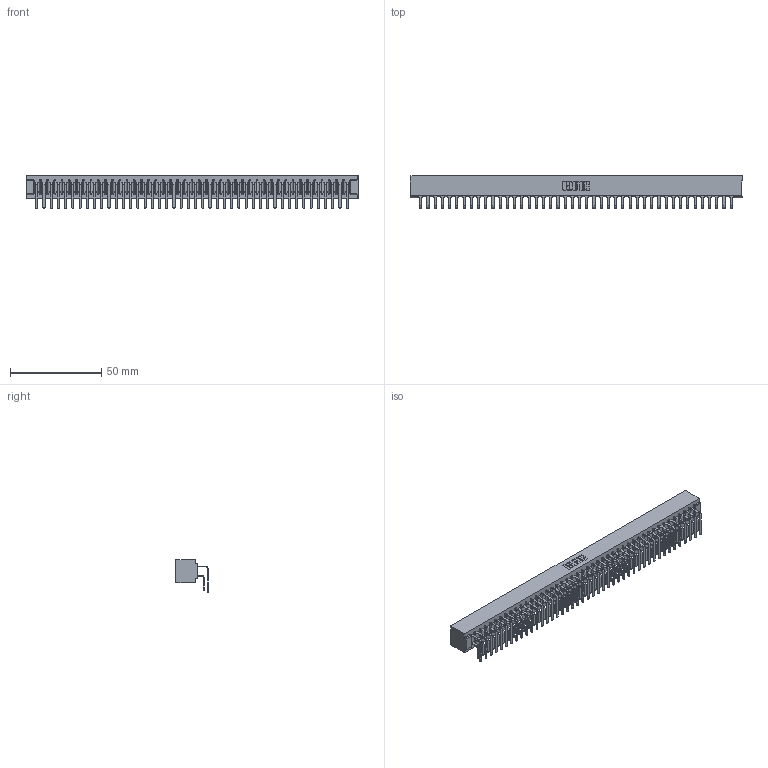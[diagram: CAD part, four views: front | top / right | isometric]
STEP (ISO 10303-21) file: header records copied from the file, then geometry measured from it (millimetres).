
FILE_DESCRIPTION (( 'STEP AP203' ), '1' );
FILE_NAME ('307-088-459-201.STEP', '2020-10-01T16:27:24', ( '' ), ( '' ), 'SwSTEP 2.0', 'SolidWorks 2020', '' );
FILE_SCHEMA (( 'CONFIG_CONTROL_DESIGN' ));
Length unit declared in the file: inch
Products named in the file (4): 307-088-459-201; 307 Part_No Mounting Lugs; 307-290-001_558 559 - 1 (Single); 307-290-001_559 - 2 (Single)
Assembly tree (89 placements, depth 2):
  307-088-459-201
    307 Part_No Mounting Lugs
    307-290-001_558 559 - 1 (Single)  x44
    307-290-001_559 - 2 (Single)  x44
Bounding box: 182.22 x 17.69 x 18.07 mm (x, y, z)
Volume: 20328.8 mm3; surface area: 27501.4 mm2
Topology: 89 solids, 89 shells, 4555 faces, 12795 edges, 8290 vertices
Faces by surface type: plane 2970, cylinder 1495, sphere 90
Entity records: 40051 total; most frequent: CARTESIAN_POINT 6550, ORIENTED_EDGE 6490, DIRECTION 6413, EDGE_CURVE 3245, LINE 2491, VECTOR 2491, VERTEX_POINT 2098, AXIS2_PLACEMENT_3D 1961
